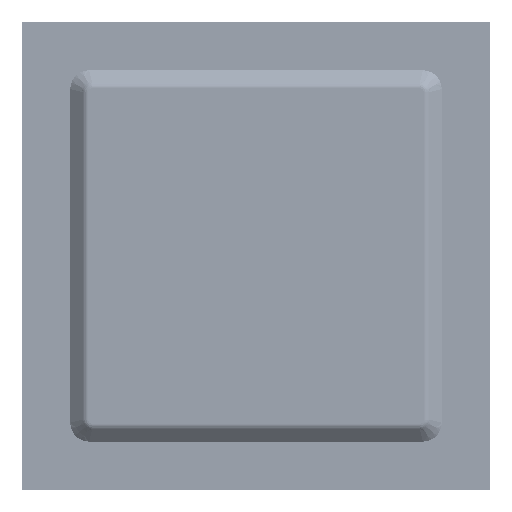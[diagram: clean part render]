
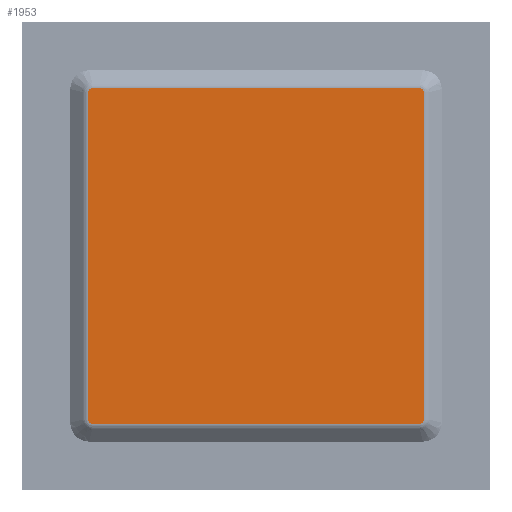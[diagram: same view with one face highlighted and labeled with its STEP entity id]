
A CAD part, top view. The second image highlights one B-rep face of the part: STEP entity #1953.
In plain terms, the highlighted face is planar.
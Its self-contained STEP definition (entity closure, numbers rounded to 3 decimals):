
#1032=CARTESIAN_POINT('',(10.835,1.84,11.118));
#1033=CARTESIAN_POINT('',(10.843,1.84,11.118));
#1034=CARTESIAN_POINT('',(10.86,1.84,11.117));
#1035=CARTESIAN_POINT('',(10.885,1.84,11.114));
#1036=CARTESIAN_POINT('',(10.91,1.84,11.108));
#1037=CARTESIAN_POINT('',(10.935,1.84,11.099));
#1038=CARTESIAN_POINT('',(10.959,1.84,11.089));
#1039=CARTESIAN_POINT('',(10.982,1.84,11.076));
#1040=CARTESIAN_POINT('',(11.004,1.84,11.061));
#1041=CARTESIAN_POINT('',(11.025,1.84,11.044));
#1042=CARTESIAN_POINT('',(11.044,1.84,11.025));
#1043=CARTESIAN_POINT('',(11.061,1.84,11.004));
#1044=CARTESIAN_POINT('',(11.076,1.84,10.982));
#1045=CARTESIAN_POINT('',(11.089,1.84,10.959));
#1046=CARTESIAN_POINT('',(11.099,1.84,10.935));
#1047=CARTESIAN_POINT('',(11.108,1.84,10.91));
#1048=CARTESIAN_POINT('',(11.114,1.84,10.885));
#1049=CARTESIAN_POINT('',(11.117,1.84,10.86));
#1050=CARTESIAN_POINT('',(11.118,1.84,10.843));
#1051=CARTESIAN_POINT('',(11.118,1.84,10.835));
#1056=DIRECTION('',(1.,0.,0.));
#1057=VECTOR('',#1056,21.67);
#1058=CARTESIAN_POINT('',(-10.835,1.84,11.118));
#1059=LINE('',#1058,#1057);
#1063=CARTESIAN_POINT('',(-11.118,1.84,10.835));
#1064=CARTESIAN_POINT('',(-11.118,1.84,10.843));
#1065=CARTESIAN_POINT('',(-11.117,1.84,10.86));
#1066=CARTESIAN_POINT('',(-11.114,1.84,10.885));
#1067=CARTESIAN_POINT('',(-11.108,1.84,10.91));
#1068=CARTESIAN_POINT('',(-11.099,1.84,10.935));
#1069=CARTESIAN_POINT('',(-11.089,1.84,10.959));
#1070=CARTESIAN_POINT('',(-11.076,1.84,10.982));
#1071=CARTESIAN_POINT('',(-11.061,1.84,11.004));
#1072=CARTESIAN_POINT('',(-11.044,1.84,11.025));
#1073=CARTESIAN_POINT('',(-11.025,1.84,11.044));
#1074=CARTESIAN_POINT('',(-11.004,1.84,11.061));
#1075=CARTESIAN_POINT('',(-10.982,1.84,11.076));
#1076=CARTESIAN_POINT('',(-10.959,1.84,11.089));
#1077=CARTESIAN_POINT('',(-10.935,1.84,11.099));
#1078=CARTESIAN_POINT('',(-10.91,1.84,11.108));
#1079=CARTESIAN_POINT('',(-10.885,1.84,11.114));
#1080=CARTESIAN_POINT('',(-10.86,1.84,11.117));
#1081=CARTESIAN_POINT('',(-10.843,1.84,11.118));
#1082=CARTESIAN_POINT('',(-10.835,1.84,11.118));
#1087=DIRECTION('',(0.,0.,1.));
#1088=VECTOR('',#1087,21.67);
#1089=CARTESIAN_POINT('',(-11.118,1.84,-10.835));
#1090=LINE('',#1089,#1088);
#1094=CARTESIAN_POINT('',(-10.835,1.84,-11.118));
#1095=CARTESIAN_POINT('',(-10.843,1.84,-11.118));
#1096=CARTESIAN_POINT('',(-10.86,1.84,-11.117));
#1097=CARTESIAN_POINT('',(-10.885,1.84,-11.114));
#1098=CARTESIAN_POINT('',(-10.91,1.84,-11.108));
#1099=CARTESIAN_POINT('',(-10.935,1.84,-11.099));
#1100=CARTESIAN_POINT('',(-10.959,1.84,-11.089));
#1101=CARTESIAN_POINT('',(-10.982,1.84,-11.076));
#1102=CARTESIAN_POINT('',(-11.004,1.84,-11.061));
#1103=CARTESIAN_POINT('',(-11.025,1.84,-11.044));
#1104=CARTESIAN_POINT('',(-11.044,1.84,-11.025));
#1105=CARTESIAN_POINT('',(-11.061,1.84,-11.004));
#1106=CARTESIAN_POINT('',(-11.076,1.84,-10.982));
#1107=CARTESIAN_POINT('',(-11.089,1.84,-10.959));
#1108=CARTESIAN_POINT('',(-11.099,1.84,-10.935));
#1109=CARTESIAN_POINT('',(-11.108,1.84,-10.91));
#1110=CARTESIAN_POINT('',(-11.114,1.84,-10.885));
#1111=CARTESIAN_POINT('',(-11.117,1.84,-10.86));
#1112=CARTESIAN_POINT('',(-11.118,1.84,-10.843));
#1113=CARTESIAN_POINT('',(-11.118,1.84,-10.835));
#1118=DIRECTION('',(-1.,0.,0.));
#1119=VECTOR('',#1118,21.67);
#1120=CARTESIAN_POINT('',(10.835,1.84,-11.118));
#1121=LINE('',#1120,#1119);
#1125=CARTESIAN_POINT('',(11.118,1.84,-10.835));
#1126=CARTESIAN_POINT('',(11.118,1.84,-10.843));
#1127=CARTESIAN_POINT('',(11.117,1.84,-10.86));
#1128=CARTESIAN_POINT('',(11.114,1.84,-10.885));
#1129=CARTESIAN_POINT('',(11.108,1.84,-10.91));
#1130=CARTESIAN_POINT('',(11.099,1.84,-10.935));
#1131=CARTESIAN_POINT('',(11.089,1.84,-10.959));
#1132=CARTESIAN_POINT('',(11.076,1.84,-10.982));
#1133=CARTESIAN_POINT('',(11.061,1.84,-11.004));
#1134=CARTESIAN_POINT('',(11.044,1.84,-11.025));
#1135=CARTESIAN_POINT('',(11.025,1.84,-11.044));
#1136=CARTESIAN_POINT('',(11.004,1.84,-11.061));
#1137=CARTESIAN_POINT('',(10.982,1.84,-11.076));
#1138=CARTESIAN_POINT('',(10.959,1.84,-11.089));
#1139=CARTESIAN_POINT('',(10.935,1.84,-11.099));
#1140=CARTESIAN_POINT('',(10.91,1.84,-11.108));
#1141=CARTESIAN_POINT('',(10.885,1.84,-11.114));
#1142=CARTESIAN_POINT('',(10.86,1.84,-11.117));
#1143=CARTESIAN_POINT('',(10.843,1.84,-11.118));
#1144=CARTESIAN_POINT('',(10.835,1.84,-11.118));
#1149=DIRECTION('',(0.,0.,-1.));
#1150=VECTOR('',#1149,21.67);
#1151=CARTESIAN_POINT('',(11.118,1.84,10.835));
#1152=LINE('',#1151,#1150);
#1488=VERTEX_POINT('',#1032);
#1489=VERTEX_POINT('',#1051);
#1492=CARTESIAN_POINT('',(11.118,1.84,-10.835));
#1493=VERTEX_POINT('',#1492);
#1496=VERTEX_POINT('',#1144);
#1498=CARTESIAN_POINT('',(-10.835,1.84,-11.118));
#1499=VERTEX_POINT('',#1498);
#1502=VERTEX_POINT('',#1113);
#1504=CARTESIAN_POINT('',(-11.118,1.84,10.835));
#1505=VERTEX_POINT('',#1504);
#1508=VERTEX_POINT('',#1082);
#1931=CARTESIAN_POINT('',(0.,1.84,0.));
#1932=DIRECTION('',(0.,1.,0.));
#1933=DIRECTION('',(1.,0.,0.));
#1934=AXIS2_PLACEMENT_3D('',#1931,#1932,#1933);
#1935=PLANE('',#1934);
#1937=ORIENTED_EDGE('',*,*,#1936,.F.);
#1939=ORIENTED_EDGE('',*,*,#1938,.F.);
#1941=ORIENTED_EDGE('',*,*,#1940,.F.);
#1942=ORIENTED_EDGE('',*,*,#1921,.F.);
#1944=ORIENTED_EDGE('',*,*,#1943,.F.);
#1946=ORIENTED_EDGE('',*,*,#1945,.F.);
#1948=ORIENTED_EDGE('',*,*,#1947,.F.);
#1950=ORIENTED_EDGE('',*,*,#1949,.F.);
#1951=EDGE_LOOP('',(#1937,#1939,#1941,#1942,#1944,#1946,#1948,#1950));
#1952=FACE_OUTER_BOUND('',#1951,.F.);
#1953=ADVANCED_FACE('',(#1952),#1935,.T.);
#1052=B_SPLINE_CURVE_WITH_KNOTS('',3,(#1032,#1033,#1034,#1035,#1036,#1037,#1038,
#1039,#1040,#1041,#1042,#1043,#1044,#1045,#1046,#1047,#1048,#1049,#1050,#1051),
.UNSPECIFIED.,.F.,.F.,(4,1,1,1,1,1,1,1,1,1,1,1,1,1,1,1,1,4),(0.,
0.059,0.118,0.176,0.235,
0.294,0.353,0.412,0.471,
0.529,0.588,0.647,0.706,
0.765,0.824,0.882,0.941,1.),
.UNSPECIFIED.);
#1083=B_SPLINE_CURVE_WITH_KNOTS('',3,(#1063,#1064,#1065,#1066,#1067,#1068,#1069,
#1070,#1071,#1072,#1073,#1074,#1075,#1076,#1077,#1078,#1079,#1080,#1081,#1082),
.UNSPECIFIED.,.F.,.F.,(4,1,1,1,1,1,1,1,1,1,1,1,1,1,1,1,1,4),(0.,
0.059,0.118,0.176,0.235,
0.294,0.353,0.412,0.471,
0.529,0.588,0.647,0.706,
0.765,0.824,0.882,0.941,1.),
.UNSPECIFIED.);
#1114=B_SPLINE_CURVE_WITH_KNOTS('',3,(#1094,#1095,#1096,#1097,#1098,#1099,#1100,
#1101,#1102,#1103,#1104,#1105,#1106,#1107,#1108,#1109,#1110,#1111,#1112,#1113),
.UNSPECIFIED.,.F.,.F.,(4,1,1,1,1,1,1,1,1,1,1,1,1,1,1,1,1,4),(0.,
0.059,0.118,0.176,0.235,
0.294,0.353,0.412,0.471,
0.529,0.588,0.647,0.706,
0.765,0.824,0.882,0.941,1.),
.UNSPECIFIED.);
#1145=B_SPLINE_CURVE_WITH_KNOTS('',3,(#1125,#1126,#1127,#1128,#1129,#1130,#1131,
#1132,#1133,#1134,#1135,#1136,#1137,#1138,#1139,#1140,#1141,#1142,#1143,#1144),
.UNSPECIFIED.,.F.,.F.,(4,1,1,1,1,1,1,1,1,1,1,1,1,1,1,1,1,4),(0.,
0.059,0.118,0.176,0.235,
0.294,0.353,0.412,0.471,
0.529,0.588,0.647,0.706,
0.765,0.824,0.882,0.941,1.),
.UNSPECIFIED.);
#1921=EDGE_CURVE('',#1502,#1505,#1090,.T.);
#1936=EDGE_CURVE('',#1488,#1489,#1052,.T.);
#1938=EDGE_CURVE('',#1508,#1488,#1059,.T.);
#1940=EDGE_CURVE('',#1505,#1508,#1083,.T.);
#1943=EDGE_CURVE('',#1499,#1502,#1114,.T.);
#1945=EDGE_CURVE('',#1496,#1499,#1121,.T.);
#1947=EDGE_CURVE('',#1493,#1496,#1145,.T.);
#1949=EDGE_CURVE('',#1489,#1493,#1152,.T.);
